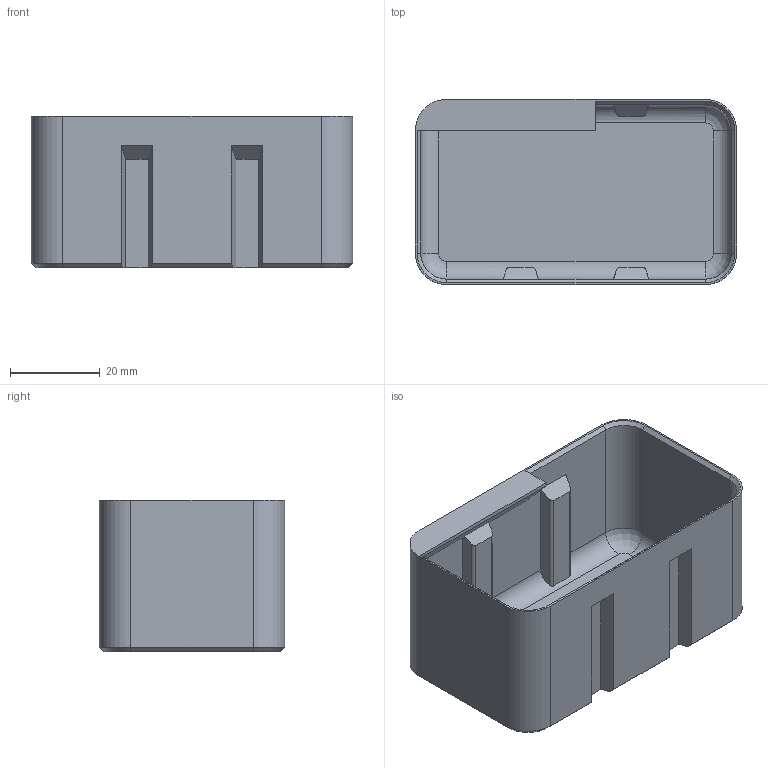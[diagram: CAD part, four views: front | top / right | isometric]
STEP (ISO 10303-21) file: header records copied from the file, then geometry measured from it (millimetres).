
FILE_DESCRIPTION(('Open CASCADE Model'),'2;1');
FILE_NAME('Open CASCADE Shape Model','0000-00-00T00:00:00',('Author'),( 'Open CASCADE'),'Open CASCADE STEP processor 7.7','Open CASCADE 7.7' ,'Unknown');
FILE_SCHEMA(('AUTOMOTIVE_DESIGN { 1 0 10303 214 1 1 1 1 }'));
Length unit declared in the file: millimetre
Products named in the file (1): Someline-36-U3
Bounding box: 71.5 x 41.2 x 33.7 mm (x, y, z)
Volume: 12422.1 mm3; surface area: 20212.3 mm2
Topology: 1 solids, 1 shells, 94 faces, 249 edges, 158 vertices
Faces by surface type: plane 63, cylinder 20, cone 7, revolution 4
Entity records: 6518 total; most frequent: CARTESIAN_POINT 1726, DIRECTION 823, LINE 517, VECTOR 517, ORIENTED_EDGE 498, PCURVE 498, DEFINITIONAL_REPRESENTATION 498, EDGE_CURVE 249
